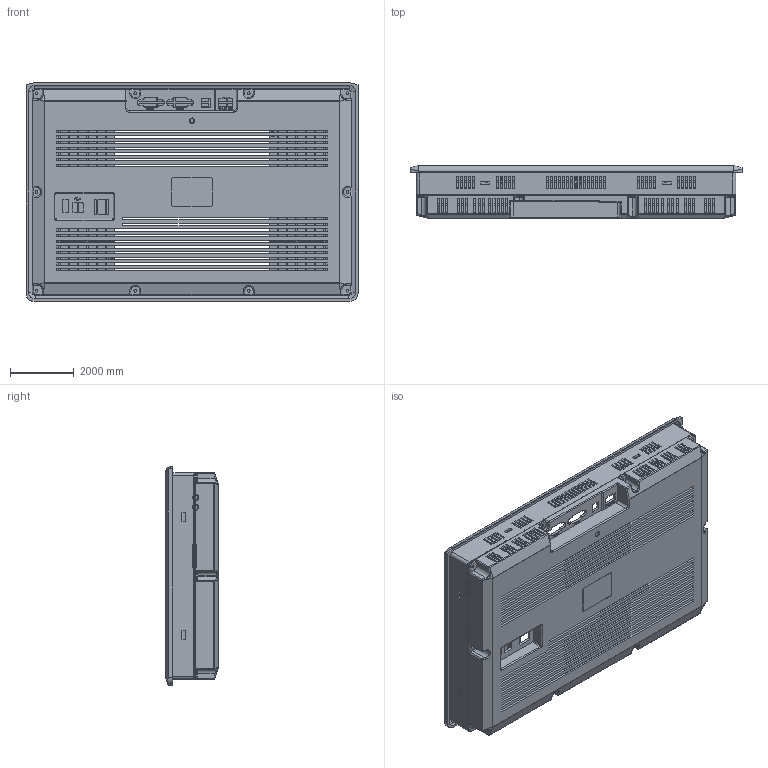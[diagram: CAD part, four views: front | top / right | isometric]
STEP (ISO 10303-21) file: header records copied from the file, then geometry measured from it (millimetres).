
FILE_DESCRIPTION((''),'2;1');
FILE_NAME('ASM0001_ASM','2011-12-03T',('Administrator'),(''),'PRO/ENGINEER BY PARAMETRIC TECHNOLOGY CORPORATION, 2008070','PRO/ENGINEER BY PARAMETRIC TECHNOLOGY CORPORATION, 2008070','');
FILE_SCHEMA(('CONFIG_CONTROL_DESIGN'));
Length unit declared in the file: inch
Products named in the file (5): TGE65-MT-A; USB1; PRT0001; THE65-HG-1111; ASM0001_ASM
Assembly tree (5 placements, depth 2):
  ASM0001_ASM
    TGE65-MT-A
    USB1
    PRT0001  x2
    THE65-HG-1111
Bounding box: 10414 x 1653.54 x 6858 mm (x, y, z)
Volume: 13786012573.9 mm3; surface area: 416934487.4 mm2
Topology: 5 solids, 5 shells, 3838 faces, 10861 edges, 7128 vertices
Faces by surface type: plane 3043, cylinder 626, bspline 76, torus 40, sphere 21, extrusion 20, cone 12
Entity records: 113719 total; most frequent: CARTESIAN_POINT 24061, ORIENTED_EDGE 19392, DIRECTION 17202, EDGE_CURVE 9696, VECTOR 8306, LINE 8286, VERTEX_POINT 6361, AXIS2_PLACEMENT_3D 4448
